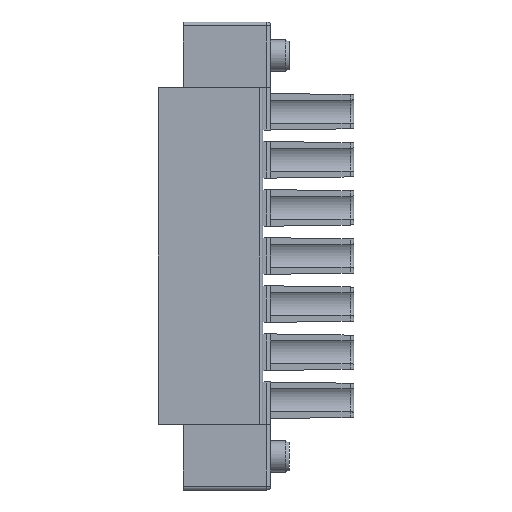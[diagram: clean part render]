
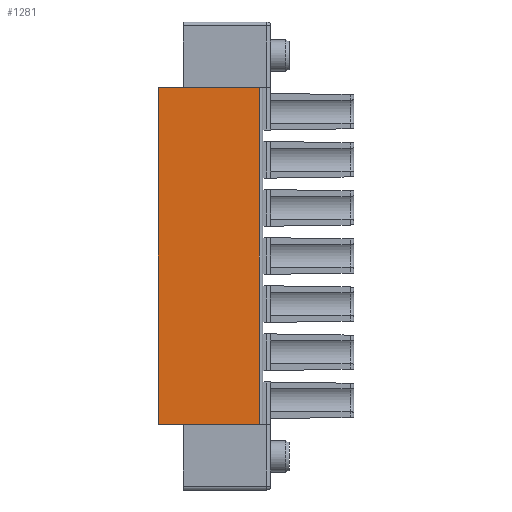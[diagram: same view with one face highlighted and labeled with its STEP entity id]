
A CAD part, front view. The second image highlights one B-rep face of the part: STEP entity #1281.
In plain terms, the highlighted planar face has unit normal (0, -1, 0).
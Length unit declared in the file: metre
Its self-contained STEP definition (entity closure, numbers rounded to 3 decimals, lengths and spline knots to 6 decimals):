
#1281=ADVANCED_FACE('',(#2810),#2811,.T.);
#2810=FACE_OUTER_BOUND('',#4558,.T.);
#2811=PLANE('',#4559);
#4558=EDGE_LOOP('',(#8335,#8336,#8337,#8338));
#4559=AXIS2_PLACEMENT_3D('',#8339,#8340,#8341);
#8335=ORIENTED_EDGE('',*,*,#11515,.F.);
#8336=ORIENTED_EDGE('',*,*,#11294,.F.);
#8337=ORIENTED_EDGE('',*,*,#11510,.T.);
#8338=ORIENTED_EDGE('',*,*,#11542,.T.);
#8339=CARTESIAN_POINT('',(0.006473,0.00051,0.002633));
#8340=DIRECTION('',(0.,-1.0,0.));
#8341=DIRECTION('',(0.0,0.,-1.0));
#11294=EDGE_CURVE('',#13905,#13907,#13908,.T.);
#11510=EDGE_CURVE('',#13905,#14190,#14191,.T.);
#11515=EDGE_CURVE('',#13907,#14198,#14199,.T.);
#11542=EDGE_CURVE('',#14190,#14198,#14238,.T.);
#13905=VERTEX_POINT('',#17713);
#13907=VERTEX_POINT('',#17716);
#13908=LINE('',#17717,#17718);
#14190=VERTEX_POINT('',#18140);
#14191=LINE('',#18141,#18142);
#14198=VERTEX_POINT('',#18152);
#14199=LINE('',#18153,#18154);
#14238=LINE('',#18214,#18215);
#17713=CARTESIAN_POINT('',(-0.001527,0.00051,0.018648));
#17716=CARTESIAN_POINT('',(0.006473,0.00051,0.018648));
#17717=CARTESIAN_POINT('',(0.013673,0.00051,0.018648));
#17718=VECTOR('',#20191,1.0);
#18140=CARTESIAN_POINT('',(-0.001527,0.00051,-0.008022));
#18141=CARTESIAN_POINT('',(-0.001527,0.00051,0.002633));
#18142=VECTOR('',#20381,1.0);
#18152=CARTESIAN_POINT('',(0.006473,0.00051,-0.008022));
#18153=CARTESIAN_POINT('',(0.006473,0.00051,0.002633));
#18154=VECTOR('',#20385,1.0);
#18214=CARTESIAN_POINT('',(0.013673,0.00051,-0.008022));
#18215=VECTOR('',#20413,1.0);
#20191=DIRECTION('',(1.0,0.,0.));
#20381=DIRECTION('',(0.,0.,-1.0));
#20385=DIRECTION('',(0.,0.,-1.0));
#20413=DIRECTION('',(1.0,0.,0.));
